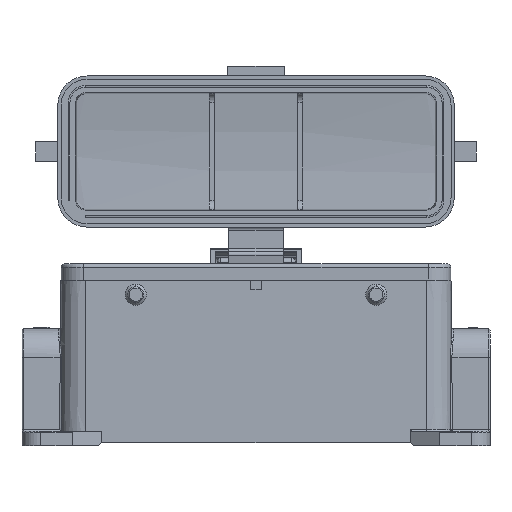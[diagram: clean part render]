
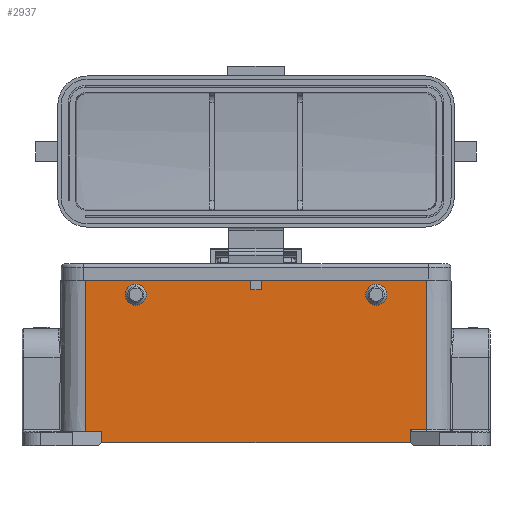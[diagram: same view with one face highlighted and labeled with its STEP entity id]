
A CAD part, left-side view. The second image highlights one B-rep face of the part: STEP entity #2937.
In plain terms, the highlighted planar face has unit normal (-1, 0, 0.009).
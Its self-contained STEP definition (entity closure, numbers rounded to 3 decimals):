
#59=ELLIPSE('',#20133,1.5,1.5);
#60=ELLIPSE('',#20134,1.5,1.5);
#1304=PLANE('',#20135);
#1430=FACE_BOUND('',#5054,.T.);
#1431=FACE_BOUND('',#5055,.T.);
#1432=FACE_BOUND('',#5056,.T.);
#2937=ADVANCED_FACE('',(#1430,#1431,#1432),#1304,.T.);
#5054=EDGE_LOOP('',(#13096));
#5055=EDGE_LOOP('',(#13097));
#5056=EDGE_LOOP('',(#13098,#13099,#13100,#13101,#13102,#13103,#13104,#13105,
#13106,#13107,#13108,#13109));
#6233=LINE('',#47777,#7608);
#6288=LINE('',#48236,#7663);
#6293=LINE('',#48250,#7668);
#6301=LINE('',#48279,#7676);
#6304=LINE('',#48286,#7679);
#6445=LINE('',#48998,#7820);
#6460=LINE('',#49152,#7835);
#6463=LINE('',#49177,#7838);
#6464=LINE('',#49183,#7839);
#6465=LINE('',#49185,#7840);
#6466=LINE('',#49186,#7841);
#6467=LINE('',#49188,#7842);
#7608=VECTOR('',#24139,1.);
#7663=VECTOR('',#24352,1.);
#7668=VECTOR('',#24365,1.);
#7676=VECTOR('',#24391,1.);
#7679=VECTOR('',#24396,1.);
#7820=VECTOR('',#24779,1.);
#7835=VECTOR('',#24832,1.);
#7838=VECTOR('',#24861,1.);
#7839=VECTOR('',#24868,1.);
#7840=VECTOR('',#24869,1.);
#7841=VECTOR('',#24870,1.);
#7842=VECTOR('',#24871,1.);
#13096=ORIENTED_EDGE('',*,*,#17735,.T.);
#13097=ORIENTED_EDGE('',*,*,#17736,.T.);
#13098=ORIENTED_EDGE('',*,*,#17723,.T.);
#13099=ORIENTED_EDGE('',*,*,#17737,.T.);
#13100=ORIENTED_EDGE('',*,*,#17738,.T.);
#13101=ORIENTED_EDGE('',*,*,#17323,.T.);
#13102=ORIENTED_EDGE('',*,*,#17739,.F.);
#13103=ORIENTED_EDGE('',*,*,#17740,.T.);
#13104=ORIENTED_EDGE('',*,*,#17440,.T.);
#13105=ORIENTED_EDGE('',*,*,#17447,.F.);
#13106=ORIENTED_EDGE('',*,*,#17459,.F.);
#13107=ORIENTED_EDGE('',*,*,#17462,.T.);
#13108=ORIENTED_EDGE('',*,*,#17693,.T.);
#13109=ORIENTED_EDGE('',*,*,#17734,.T.);
#14769=VERTEX_POINT('',#47776);
#14770=VERTEX_POINT('',#47778);
#14846=VERTEX_POINT('',#48235);
#14847=VERTEX_POINT('',#48237);
#14851=VERTEX_POINT('',#48249);
#14858=VERTEX_POINT('',#48280);
#14860=VERTEX_POINT('',#48285);
#15013=VERTEX_POINT('',#48997);
#15028=VERTEX_POINT('',#49151);
#15029=VERTEX_POINT('',#49153);
#15034=VERTEX_POINT('',#49180);
#15035=VERTEX_POINT('',#49182);
#15036=VERTEX_POINT('',#49184);
#15037=VERTEX_POINT('',#49187);
#17323=EDGE_CURVE('',#14770,#14769,#6233,.T.);
#17440=EDGE_CURVE('',#14847,#14846,#6288,.T.);
#17447=EDGE_CURVE('',#14851,#14846,#6293,.T.);
#17459=EDGE_CURVE('',#14858,#14851,#6301,.T.);
#17462=EDGE_CURVE('',#14858,#14860,#6304,.T.);
#17693=EDGE_CURVE('',#14860,#15013,#6445,.T.);
#17723=EDGE_CURVE('',#15029,#15028,#6460,.T.);
#17734=EDGE_CURVE('',#15013,#15029,#6463,.T.);
#17735=EDGE_CURVE('',#15034,#15034,#59,.T.);
#17736=EDGE_CURVE('',#15035,#15035,#60,.T.);
#17737=EDGE_CURVE('',#15028,#15036,#6464,.T.);
#17738=EDGE_CURVE('',#15036,#14770,#6465,.T.);
#17739=EDGE_CURVE('',#15037,#14769,#6466,.T.);
#17740=EDGE_CURVE('',#15037,#14847,#6467,.T.);
#20133=AXIS2_PLACEMENT_3D('',#49179,#24864,#24865);
#20134=AXIS2_PLACEMENT_3D('',#49181,#24866,#24867);
#20135=AXIS2_PLACEMENT_3D('',#49189,#24872,#24873);
#24139=DIRECTION('',(0.,1.,0.));
#24352=DIRECTION('',(-0.009,0.,-1.));
#24365=DIRECTION('',(0.,1.,0.));
#24391=DIRECTION('',(0.009,0.,1.));
#24396=DIRECTION('',(0.,-1.,0.));
#24779=DIRECTION('',(0.009,0.,1.));
#24832=DIRECTION('',(0.009,0.,1.));
#24861=DIRECTION('',(0.,-1.,0.));
#24864=DIRECTION('',(1.,0.,-0.009));
#24865=DIRECTION('',(-0.009,0.,-1.));
#24866=DIRECTION('',(1.,0.,-0.009));
#24867=DIRECTION('',(-0.009,0.,-1.));
#24868=DIRECTION('',(0.,1.,0.));
#24869=DIRECTION('',(-0.009,0.,-1.));
#24870=DIRECTION('',(-0.009,0.,-1.));
#24871=DIRECTION('',(0.,1.,0.));
#24872=DIRECTION('',(-1.,0.,0.009));
#24873=DIRECTION('',(0.,1.,0.));
#47776=CARTESIAN_POINT('',(-21.526,1.6,48.));
#47777=CARTESIAN_POINT('',(-21.526,-1.6,48.));
#47778=CARTESIAN_POINT('',(-21.526,-1.6,48.));
#48235=CARTESIAN_POINT('',(-21.906,52.5,4.5));
#48236=CARTESIAN_POINT('',(-21.5,52.5,51.));
#48237=CARTESIAN_POINT('',(-21.5,52.5,51.));
#48249=CARTESIAN_POINT('',(-21.906,47.5,4.5));
#48250=CARTESIAN_POINT('',(-21.906,47.5,4.5));
#48279=CARTESIAN_POINT('',(-21.936,47.5,1.));
#48280=CARTESIAN_POINT('',(-21.936,47.5,1.));
#48285=CARTESIAN_POINT('',(-21.936,-47.5,1.));
#48286=CARTESIAN_POINT('',(-21.936,47.5,1.));
#48997=CARTESIAN_POINT('',(-21.901,-47.5,4.996));
#48998=CARTESIAN_POINT('',(-21.936,-47.5,1.));
#49151=CARTESIAN_POINT('',(-21.5,-52.5,51.));
#49152=CARTESIAN_POINT('',(-21.901,-52.5,4.996));
#49153=CARTESIAN_POINT('',(-21.901,-52.5,4.996));
#49177=CARTESIAN_POINT('',(-21.901,-47.5,4.996));
#49179=CARTESIAN_POINT('',(-21.539,37.,46.5));
#49180=CARTESIAN_POINT('',(-21.552,37.,45.));
#49181=CARTESIAN_POINT('',(-21.539,-37.,46.5));
#49182=CARTESIAN_POINT('',(-21.552,-37.,45.));
#49183=CARTESIAN_POINT('',(-21.5,-52.5,51.));
#49184=CARTESIAN_POINT('',(-21.5,-1.6,51.));
#49185=CARTESIAN_POINT('',(-21.5,-1.6,51.));
#49186=CARTESIAN_POINT('',(-21.5,1.6,51.));
#49187=CARTESIAN_POINT('',(-21.5,1.6,51.));
#49188=CARTESIAN_POINT('',(-21.5,1.6,51.));
#49189=CARTESIAN_POINT('',(-21.5,55.148,51.));
